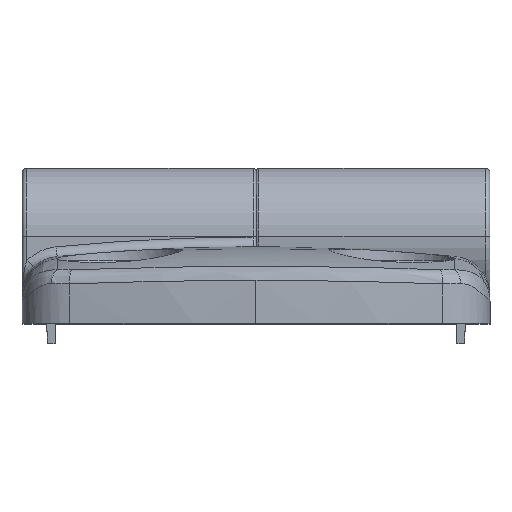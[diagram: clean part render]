
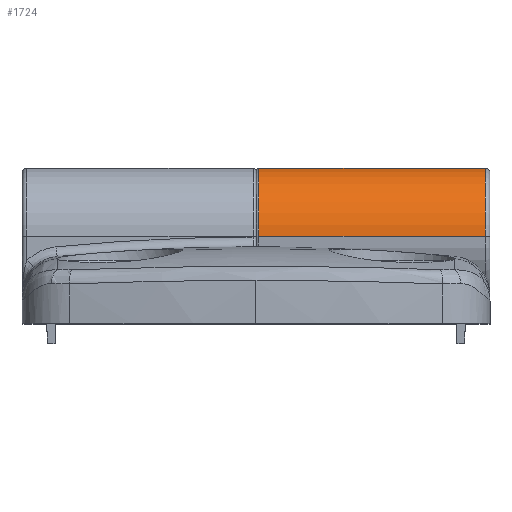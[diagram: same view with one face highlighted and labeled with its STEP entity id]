
A CAD part, top view. The second image highlights one B-rep face of the part: STEP entity #1724.
In plain terms, the highlighted cylindrical face has radius 7 mm (diameter 14 mm), a partial arc.
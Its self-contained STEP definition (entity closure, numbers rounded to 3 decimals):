
#168 = EDGE_CURVE ( 'NONE', #2277, #304, #3026, .T. ) ;
#191 = ORIENTED_EDGE ( 'NONE', *, *, #168, .T. ) ;
#242 = ORIENTED_EDGE ( 'NONE', *, *, #3525, .T. ) ;
#304 = VERTEX_POINT ( 'NONE', #415 ) ;
#415 = CARTESIAN_POINT ( 'NONE',  ( 0.3, 8.95, 7. ) ) ;
#535 = CIRCLE ( 'NONE', #2337, 7. ) ;
#571 = ORIENTED_EDGE ( 'NONE', *, *, #1546, .T. ) ;
#806 = DIRECTION ( 'NONE',  ( 0., 0., 1. ) ) ;
#812 = DIRECTION ( 'NONE',  ( -1., 0., 0. ) ) ;
#813 = CARTESIAN_POINT ( 'NONE',  ( 23.5, 8.95, 7. ) ) ;
#823 = CARTESIAN_POINT ( 'NONE',  ( 23.5, 8.95, 0. ) ) ;
#890 = AXIS2_PLACEMENT_3D ( 'NONE', #1820, #1435, #1125 ) ;
#912 = ORIENTED_EDGE ( 'NONE', *, *, #3578, .F. ) ;
#943 = VERTEX_POINT ( 'NONE', #3688 ) ;
#1065 = LINE ( 'NONE', #1243, #1152 ) ;
#1125 = DIRECTION ( 'NONE',  ( 0., 0., -1. ) ) ;
#1152 = VECTOR ( 'NONE', #1557, 1000. ) ;
#1243 = CARTESIAN_POINT ( 'NONE',  ( 24., 8.95, 7. ) ) ;
#1435 = DIRECTION ( 'NONE',  ( 1., 0., 0. ) ) ;
#1496 = AXIS2_PLACEMENT_3D ( 'NONE', #2219, #1678, #1665 ) ;
#1546 = EDGE_CURVE ( 'NONE', #2046, #943, #535, .T. ) ;
#1557 = DIRECTION ( 'NONE',  ( -1., 0., 0. ) ) ;
#1665 = DIRECTION ( 'NONE',  ( 0., 0., 1. ) ) ;
#1678 = DIRECTION ( 'NONE',  ( -1., 0., 0. ) ) ;
#1724 = ADVANCED_FACE ( 'NONE', ( #2569 ), #2374, .T. ) ;
#1820 = CARTESIAN_POINT ( 'NONE',  ( 0.3, 8.95, 0. ) ) ;
#1871 = VECTOR ( 'NONE', #3864, 1000. ) ;
#2046 = VERTEX_POINT ( 'NONE', #813 ) ;
#2219 = CARTESIAN_POINT ( 'NONE',  ( 24., 8.95, 0. ) ) ;
#2277 = VERTEX_POINT ( 'NONE', #3744 ) ;
#2337 = AXIS2_PLACEMENT_3D ( 'NONE', #823, #812, #806 ) ;
#2374 = CYLINDRICAL_SURFACE ( 'NONE', #1496, 7. ) ;
#2569 = FACE_OUTER_BOUND ( 'NONE', #3208, .T. ) ;
#2637 = LINE ( 'NONE', #2642, #1871 ) ;
#2642 = CARTESIAN_POINT ( 'NONE',  ( 24., 8.95, -7. ) ) ;
#3026 = CIRCLE ( 'NONE', #890, 7. ) ;
#3208 = EDGE_LOOP ( 'NONE', ( #912, #571, #242, #191 ) ) ;
#3525 = EDGE_CURVE ( 'NONE', #943, #2277, #2637, .T. ) ;
#3578 = EDGE_CURVE ( 'NONE', #2046, #304, #1065, .T. ) ;
#3688 = CARTESIAN_POINT ( 'NONE',  ( 23.5, 8.95, -7. ) ) ;
#3744 = CARTESIAN_POINT ( 'NONE',  ( 0.3, 8.95, -7. ) ) ;
#3864 = DIRECTION ( 'NONE',  ( -1., 0., 0. ) ) ;
